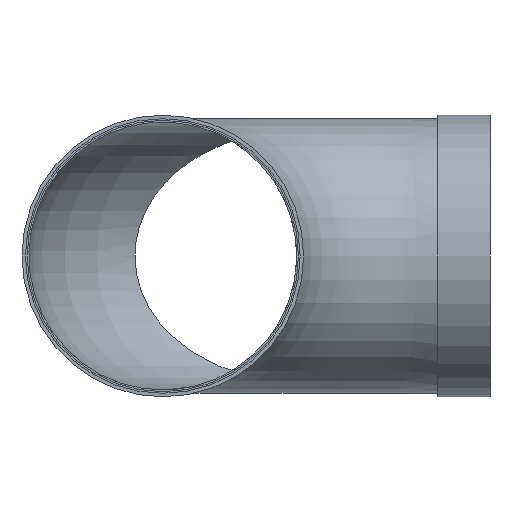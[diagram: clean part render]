
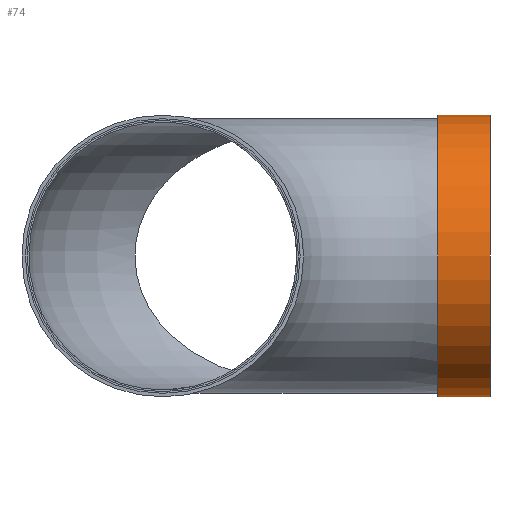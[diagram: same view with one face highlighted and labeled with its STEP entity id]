
A CAD part, left-side view. The second image highlights one B-rep face of the part: STEP entity #74.
In plain terms, the highlighted cylindrical face has radius 143.5 mm (diameter 287 mm), a full revolution.
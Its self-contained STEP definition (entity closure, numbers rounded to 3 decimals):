
#74 = ADVANCED_FACE( '', ( #155, #156 ), #157, .T. );
#155 = FACE_OUTER_BOUND( '', #261, .T. );
#156 = FACE_OUTER_BOUND( '', #262, .T. );
#157 = CYLINDRICAL_SURFACE( '', #263, 143.5 );
#261 = EDGE_LOOP( '', ( #361 ) );
#262 = EDGE_LOOP( '', ( #362 ) );
#263 = AXIS2_PLACEMENT_3D( '', #363, #364, #365 );
#361 = ORIENTED_EDGE( '', *, *, #504, .T. );
#362 = ORIENTED_EDGE( '', *, *, #505, .F. );
#363 = CARTESIAN_POINT( '', ( 0., 0., 0. ) );
#364 = DIRECTION( '', ( 0., 1., 0. ) );
#365 = DIRECTION( '', ( 0., 0., -1. ) );
#504 = EDGE_CURVE( '', #561, #561, #562, .T. );
#505 = EDGE_CURVE( '', #563, #563, #564, .T. );
#561 = VERTEX_POINT( '', #636 );
#562 = CIRCLE( '', #637, 143.5 );
#563 = VERTEX_POINT( '', #638 );
#564 = CIRCLE( '', #639, 143.5 );
#636 = CARTESIAN_POINT( '', ( 0., 53.5, -143.5 ) );
#637 = AXIS2_PLACEMENT_3D( '', #1720, #1721, #1722 );
#638 = CARTESIAN_POINT( '', ( 0., 0., -143.5 ) );
#639 = AXIS2_PLACEMENT_3D( '', #1723, #1724, #1725 );
#1720 = CARTESIAN_POINT( '', ( 0., 53.5, 0. ) );
#1721 = DIRECTION( '', ( 0., -1., 0. ) );
#1722 = DIRECTION( '', ( 0., 0., -1. ) );
#1723 = CARTESIAN_POINT( '', ( 0., 0., 0. ) );
#1724 = DIRECTION( '', ( 0., -1., 0. ) );
#1725 = DIRECTION( '', ( 0., 0., -1. ) );
